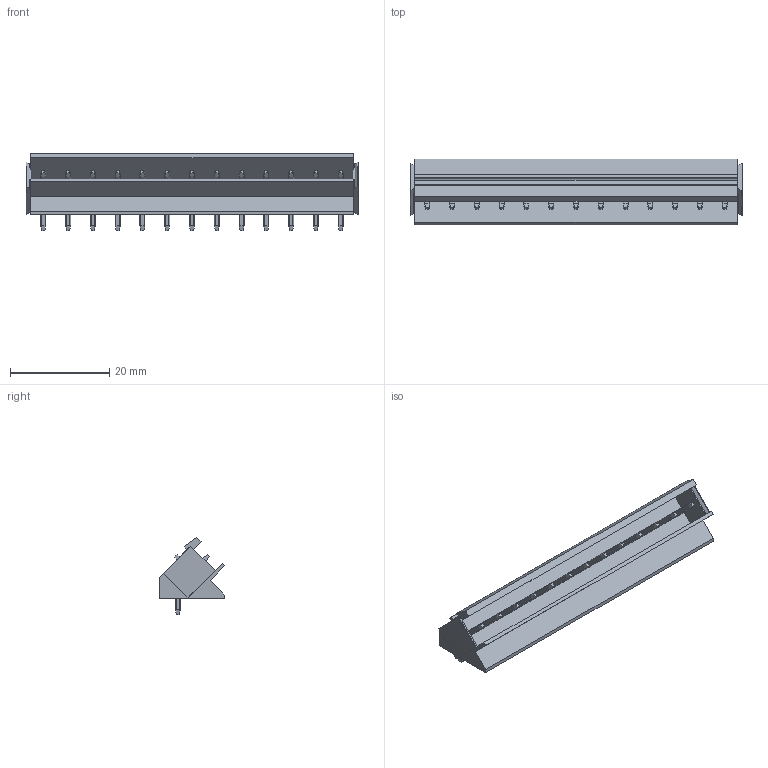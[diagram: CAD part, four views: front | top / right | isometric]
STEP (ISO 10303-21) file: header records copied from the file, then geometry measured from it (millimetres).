
FILE_DESCRIPTION(('CATIA V5 STEP Exchange','CAx-IF Rec.Pracs.--- Model Styling and Organization---1.2---2011-12-15'),'2;1');
FILE_NAME ('D1453878_0_1630590000_1630590000.stp','2018-10-13T03:05:04+00:00',('none'),('Weidmueller'),'CATIA Version 5-6 Release 2014','CATIA V5 STEP AP214','none');
FILE_SCHEMA(('AUTOMOTIVE_DESIGN { 1 0 10303 214 1 1 1 1 }'));
Length unit declared in the file: millimetre
Products named in the file (1): 1630590000
Bounding box: 67 x 13.3 x 15.63 mm (x, y, z)
Volume: 3979.1 mm3; surface area: 5417.1 mm2
Topology: 14 solids, 14 shells, 536 faces, 1416 edges, 908 vertices
Faces by surface type: plane 326, cylinder 210
Entity records: 19211 total; most frequent: CARTESIAN_POINT 7260, ORIENTED_EDGE 2832, DIRECTION 1822, EDGE_CURVE 1416, VECTOR 996, LINE 996, VERTEX_POINT 908, EDGE_LOOP 562
